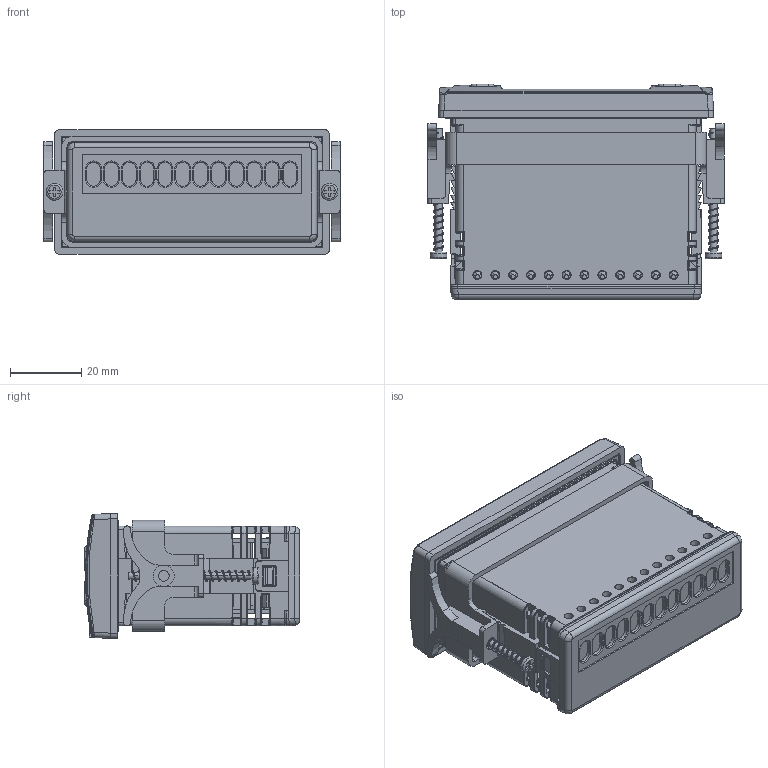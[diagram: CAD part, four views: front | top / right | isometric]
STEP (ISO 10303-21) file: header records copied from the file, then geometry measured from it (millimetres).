
FILE_DESCRIPTION(/* description */ (''),/* implementation_level */ '2;1');
FILE_NAME(/* name */ 'ATR121_web.stp',/* time_stamp */ '2023-11-14T11:36:41+01:00',/* author */ ('ut3'),/* organization */ (''),/* preprocessor_version */ 'ST-DEVELOPER v20',/* originating_system */ 'Autodesk Inventor 2024',/* authorisation */ '');
FILE_SCHEMA (('AUTOMOTIVE_DESIGN { 1 0 10303 214 3 1 1 }'));
Products named in the file (1): ATR121_20210330_Semplifica_1
Bounding box: 83 x 60.3 x 35 mm (x, y, z)
Volume: 88339.6 mm3; surface area: 92289.1 mm2
Topology: 1 solids, 2 shells, 3734 faces, 9676 edges, 6150 vertices
Faces by surface type: plane 2060, cylinder 1023, bspline 394, cone 144, torus 69, sphere 44
Full cylindrical faces by diameter (mm): 0.203 x95, 0.305 x1, 0.406 x2, 0.61 x29, 0.813 x12, 1.4 x1, 2 x42, 2.1 x6, 2.8 x4, 3 x5, 3.4 x4, 3.5 x2, 4.064 x4, 4.7 x2, 4.8 x2, 5.9 x1
Entity records: 156235 total; most frequent: CARTESIAN_POINT 62458, ORIENTED_EDGE 19248, DIRECTION 18069, EDGE_CURVE 9624, LINE 6315, VECTOR 6315, VERTEX_POINT 6136, AXIS2_PLACEMENT_3D 5877
